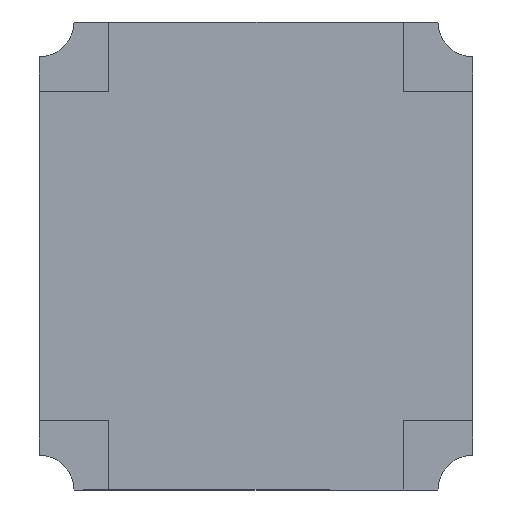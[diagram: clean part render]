
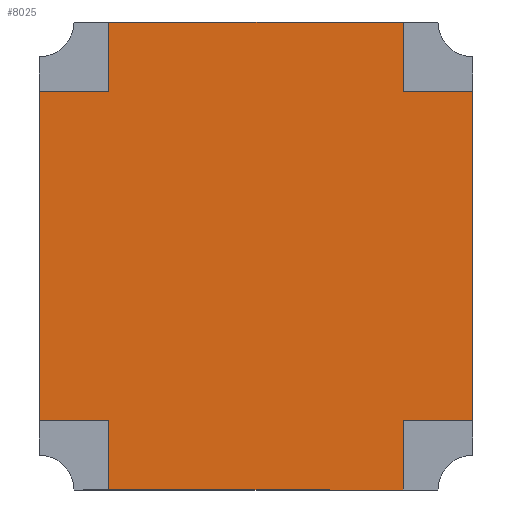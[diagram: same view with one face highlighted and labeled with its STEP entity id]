
A CAD part, front view. The second image highlights one B-rep face of the part: STEP entity #8025.
In plain terms, the highlighted planar face has unit normal (0, -1, 0).
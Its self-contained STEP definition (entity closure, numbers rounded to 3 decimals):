
#115 = DIRECTION ( 'NONE',  ( -1., 0., 0. ) ) ;
#161 = CARTESIAN_POINT ( 'NONE',  ( 6.25, 0., -4.75 ) ) ;
#401 = EDGE_CURVE ( 'NONE', #2475, #13853, #3554, .T. ) ;
#481 = DIRECTION ( 'NONE',  ( 0., 0., 1. ) ) ;
#544 = CARTESIAN_POINT ( 'NONE',  ( 4.25, 0., -4.75 ) ) ;
#668 = DIRECTION ( 'NONE',  ( 0., 0., 1. ) ) ;
#945 = DIRECTION ( 'NONE',  ( 0., 0., -1. ) ) ;
#961 = DIRECTION ( 'NONE',  ( 1., 0., 0. ) ) ;
#1148 = ORIENTED_EDGE ( 'NONE', *, *, #7283, .F. ) ;
#1160 = CARTESIAN_POINT ( 'NONE',  ( -4.25, 0., -6.75 ) ) ;
#1181 = CARTESIAN_POINT ( 'NONE',  ( 4.25, 0., -4.75 ) ) ;
#1230 = EDGE_CURVE ( 'NONE', #2531, #7594, #2541, .T. ) ;
#1307 = VERTEX_POINT ( 'NONE', #1181 ) ;
#1325 = DIRECTION ( 'NONE',  ( 0., 0., -1. ) ) ;
#1400 = VECTOR ( 'NONE', #945, 1000. ) ;
#1608 = CARTESIAN_POINT ( 'NONE',  ( 6.25, 0., 4.75 ) ) ;
#1680 = CARTESIAN_POINT ( 'NONE',  ( -4.25, 0., 4.75 ) ) ;
#1758 = LINE ( 'NONE', #544, #5766 ) ;
#1966 = VECTOR ( 'NONE', #5781, 1000. ) ;
#2066 = ORIENTED_EDGE ( 'NONE', *, *, #3622, .F. ) ;
#2134 = VECTOR ( 'NONE', #5260, 1000. ) ;
#2206 = VERTEX_POINT ( 'NONE', #1680 ) ;
#2368 = VECTOR ( 'NONE', #8469, 1000. ) ;
#2475 = VERTEX_POINT ( 'NONE', #4150 ) ;
#2502 = VECTOR ( 'NONE', #481, 1000. ) ;
#2531 = VERTEX_POINT ( 'NONE', #6609 ) ;
#2541 = LINE ( 'NONE', #4305, #2368 ) ;
#2642 = CARTESIAN_POINT ( 'NONE',  ( 4.25, 0., 4.75 ) ) ;
#2743 = ORIENTED_EDGE ( 'NONE', *, *, #5918, .T. ) ;
#3046 = LINE ( 'NONE', #13137, #5399 ) ;
#3096 = VERTEX_POINT ( 'NONE', #11317 ) ;
#3101 = CARTESIAN_POINT ( 'NONE',  ( -6.25, 0., -4.75 ) ) ;
#3219 = ORIENTED_EDGE ( 'NONE', *, *, #11112, .F. ) ;
#3260 = LINE ( 'NONE', #10504, #12481 ) ;
#3521 = DIRECTION ( 'NONE',  ( 0., 0., -1. ) ) ;
#3554 = LINE ( 'NONE', #4017, #1400 ) ;
#3619 = LINE ( 'NONE', #12438, #10779 ) ;
#3622 = EDGE_CURVE ( 'NONE', #3096, #9769, #7459, .T. ) ;
#3745 = DIRECTION ( 'NONE',  ( 1., 0., 0. ) ) ;
#4017 = CARTESIAN_POINT ( 'NONE',  ( 4.25, 0., 4.75 ) ) ;
#4150 = CARTESIAN_POINT ( 'NONE',  ( 4.25, 0., 6.75 ) ) ;
#4188 = AXIS2_PLACEMENT_3D ( 'NONE', #12485, #7097, #668 ) ;
#4251 = CARTESIAN_POINT ( 'NONE',  ( 0., 0., 6.75 ) ) ;
#4305 = CARTESIAN_POINT ( 'NONE',  ( 6.25, 0., 0. ) ) ;
#4418 = VECTOR ( 'NONE', #10582, 1000. ) ;
#4452 = ORIENTED_EDGE ( 'NONE', *, *, #6457, .F. ) ;
#4572 = ORIENTED_EDGE ( 'NONE', *, *, #5834, .F. ) ;
#4773 = VERTEX_POINT ( 'NONE', #1160 ) ;
#5152 = CARTESIAN_POINT ( 'NONE',  ( -6.25, 0., 4.75 ) ) ;
#5260 = DIRECTION ( 'NONE',  ( -1., 0., 0. ) ) ;
#5399 = VECTOR ( 'NONE', #1325, 1000. ) ;
#5715 = VERTEX_POINT ( 'NONE', #9022 ) ;
#5739 = VECTOR ( 'NONE', #115, 1000. ) ;
#5766 = VECTOR ( 'NONE', #3521, 1000. ) ;
#5781 = DIRECTION ( 'NONE',  ( 1., 0., 0. ) ) ;
#5834 = EDGE_CURVE ( 'NONE', #2206, #11779, #3619, .T. ) ;
#5918 = EDGE_CURVE ( 'NONE', #4773, #5715, #10621, .T. ) ;
#5951 = DIRECTION ( 'NONE',  ( 0., 0., 1. ) ) ;
#6097 = PLANE ( 'NONE',  #4188 ) ;
#6457 = EDGE_CURVE ( 'NONE', #13853, #2531, #13835, .T. ) ;
#6609 = CARTESIAN_POINT ( 'NONE',  ( 6.25, 0., 4.75 ) ) ;
#6757 = LINE ( 'NONE', #4251, #4418 ) ;
#6779 = CARTESIAN_POINT ( 'NONE',  ( -4.25, 0., -4.75 ) ) ;
#7065 = ORIENTED_EDGE ( 'NONE', *, *, #7311, .F. ) ;
#7097 = DIRECTION ( 'NONE',  ( 0., 1., 0. ) ) ;
#7188 = ORIENTED_EDGE ( 'NONE', *, *, #8122, .T. ) ;
#7283 = EDGE_CURVE ( 'NONE', #1307, #5715, #1758, .T. ) ;
#7311 = EDGE_CURVE ( 'NONE', #11779, #2475, #6757, .T. ) ;
#7459 = LINE ( 'NONE', #3101, #2134 ) ;
#7594 = VERTEX_POINT ( 'NONE', #12027 ) ;
#7764 = ORIENTED_EDGE ( 'NONE', *, *, #401, .F. ) ;
#8025 = ADVANCED_FACE ( 'NONE', ( #8411 ), #6097, .F. ) ;
#8122 = EDGE_CURVE ( 'NONE', #8714, #9769, #3046, .T. ) ;
#8411 = FACE_OUTER_BOUND ( 'NONE', #9651, .T. ) ;
#8469 = DIRECTION ( 'NONE',  ( 0., 0., -1. ) ) ;
#8714 = VERTEX_POINT ( 'NONE', #5152 ) ;
#8751 = LINE ( 'NONE', #161, #5739 ) ;
#9022 = CARTESIAN_POINT ( 'NONE',  ( 4.25, 0., -6.75 ) ) ;
#9059 = ORIENTED_EDGE ( 'NONE', *, *, #9833, .F. ) ;
#9229 = ORIENTED_EDGE ( 'NONE', *, *, #9294, .F. ) ;
#9292 = VECTOR ( 'NONE', #3745, 1000. ) ;
#9294 = EDGE_CURVE ( 'NONE', #4773, #3096, #10008, .T. ) ;
#9637 = CARTESIAN_POINT ( 'NONE',  ( 0., 0., -6.75 ) ) ;
#9651 = EDGE_LOOP ( 'NONE', ( #2743, #1148, #3219, #10127, #4452, #7764, #7065, #4572, #9059, #7188, #2066, #9229 ) ) ;
#9769 = VERTEX_POINT ( 'NONE', #11422 ) ;
#9833 = EDGE_CURVE ( 'NONE', #8714, #2206, #3260, .T. ) ;
#10008 = LINE ( 'NONE', #6779, #2502 ) ;
#10127 = ORIENTED_EDGE ( 'NONE', *, *, #1230, .F. ) ;
#10504 = CARTESIAN_POINT ( 'NONE',  ( -6.25, 0., 4.75 ) ) ;
#10582 = DIRECTION ( 'NONE',  ( 1., 0., 0. ) ) ;
#10621 = LINE ( 'NONE', #9637, #1966 ) ;
#10779 = VECTOR ( 'NONE', #5951, 1000. ) ;
#11112 = EDGE_CURVE ( 'NONE', #7594, #1307, #8751, .T. ) ;
#11317 = CARTESIAN_POINT ( 'NONE',  ( -4.25, 0., -4.75 ) ) ;
#11422 = CARTESIAN_POINT ( 'NONE',  ( -6.25, 0., -4.75 ) ) ;
#11779 = VERTEX_POINT ( 'NONE', #13793 ) ;
#12027 = CARTESIAN_POINT ( 'NONE',  ( 6.25, 0., -4.75 ) ) ;
#12438 = CARTESIAN_POINT ( 'NONE',  ( -4.25, 0., 4.75 ) ) ;
#12481 = VECTOR ( 'NONE', #961, 1000. ) ;
#12485 = CARTESIAN_POINT ( 'NONE',  ( 0., 0., 0. ) ) ;
#13137 = CARTESIAN_POINT ( 'NONE',  ( -6.25, 0., 0. ) ) ;
#13793 = CARTESIAN_POINT ( 'NONE',  ( -4.25, 0., 6.75 ) ) ;
#13835 = LINE ( 'NONE', #1608, #9292 ) ;
#13853 = VERTEX_POINT ( 'NONE', #2642 ) ;
